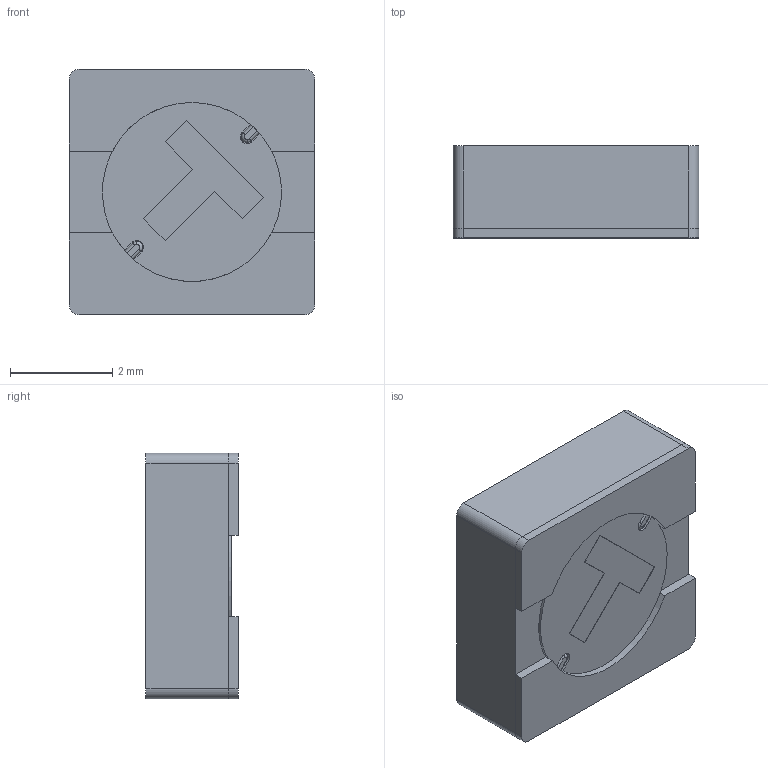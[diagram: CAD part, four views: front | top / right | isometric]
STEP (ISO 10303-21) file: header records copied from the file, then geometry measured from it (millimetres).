
FILE_DESCRIPTION (( 'STEP AP214' ), '1' );
FILE_NAME ('744042004.STEP', '2022-07-18T13:18:09', ( '' ), ( '' ), 'SwSTEP 2.0', 'SolidWorks 2018', '' );
FILE_SCHEMA (( 'AUTOMOTIVE_DESIGN' ));
Length unit declared in the file: millimetre
Products named in the file (1): 744042004
Bounding box: 4.8 x 1.8 x 4.8 mm (x, y, z)
Volume: 39.7 mm3; surface area: 145 mm2
Topology: 7 solids, 7 shells, 173 faces, 441 edges, 294 vertices
Faces by surface type: plane 104, bspline 36, cylinder 29, torus 4
Entity records: 8946 total; most frequent: CARTESIAN_POINT 2941, ORIENTED_EDGE 882, DIRECTION 705, EDGE_CURVE 441, LINE 301, VECTOR 301, VERTEX_POINT 294, AXIS2_PLACEMENT_3D 202
